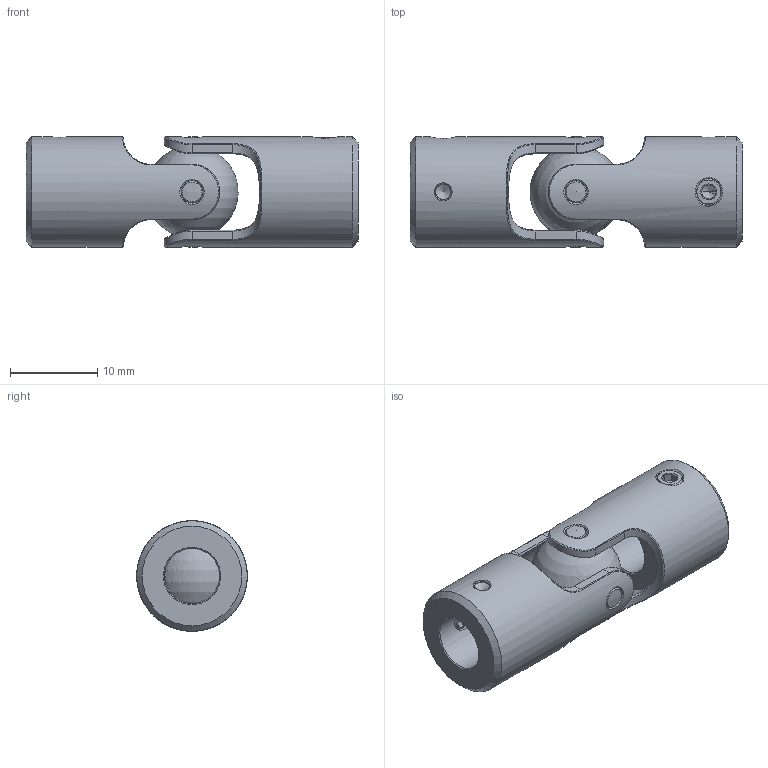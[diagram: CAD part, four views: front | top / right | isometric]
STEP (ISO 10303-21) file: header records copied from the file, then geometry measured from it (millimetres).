
FILE_DESCRIPTION(/* description */ ('Alibre Inc.'),/* implementation_level */ '2;1');
FILE_NAME(/* name */ 'export0',/* time_stamp */ '2014-08-07T11:36:17-07:00',/* author */ (''),/* organization */ (''),/* preprocessor_version */ 'ST-DEVELOPER v14',/* originating_system */ 'Alibre',/* authorisation */ '');
FILE_SCHEMA (('CONFIG_CONTROL_DESIGN'));
Length unit declared in the file: inch
Products named in the file (1): ID_1
Bounding box: 38.1 x 12.7 x 12.7 mm (x, y, z)
Volume: 1828.5 mm3; surface area: 3388.8 mm2
Topology: 1 solids, 2 shells, 171 faces, 385 edges, 214 vertices
Faces by surface type: plane 56, cylinder 42, cone 38, bspline 28, sphere 7
Full cylindrical faces by diameter (mm): 1.778 x2, 2.54 x4, 2.642 x2, 6.345 x2, 10.583 x2, 12.7 x2
Entity records: 9025 total; most frequent: CARTESIAN_POINT 5885, ORIENTED_EDGE 644, DIRECTION 484, EDGE_CURVE 314, FACE_BOUND 234, EDGE_LOOP 226, AXIS2_PLACEMENT_3D 201, VERTEX_POINT 196
